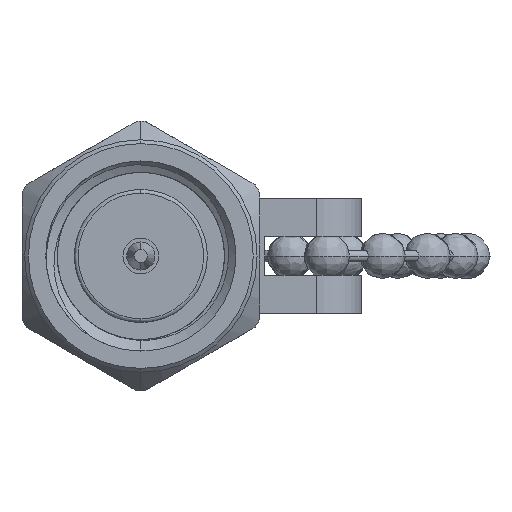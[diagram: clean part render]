
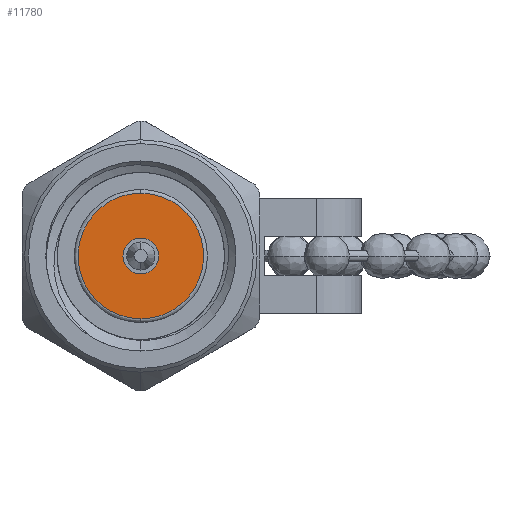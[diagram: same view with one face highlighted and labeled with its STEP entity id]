
A CAD part, left-side view. The second image highlights one B-rep face of the part: STEP entity #11780.
In plain terms, the highlighted planar face has unit normal (-1, 0, 0).
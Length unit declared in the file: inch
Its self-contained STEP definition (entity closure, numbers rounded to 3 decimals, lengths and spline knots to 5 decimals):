
#36 = EDGE_CURVE ( 'NONE', #10208, #9096, #10111, .T. ) ;
#38 = CARTESIAN_POINT ( 'NONE',  ( 0.1, 0., 0.0825 ) ) ;
#128 = DIRECTION ( 'NONE',  ( -1., 0., 0. ) ) ;
#188 = ORIENTED_EDGE ( 'NONE', *, *, #4890, .F. ) ;
#446 = ORIENTED_EDGE ( 'NONE', *, *, #1853, .F. ) ;
#502 = CARTESIAN_POINT ( 'NONE',  ( 0.1, 0., 0.0235 ) ) ;
#1042 = CARTESIAN_POINT ( 'NONE',  ( 0.1, 0.165, 0.0825 ) ) ;
#1853 = EDGE_CURVE ( 'NONE', #6704, #6062, #11022, .T. ) ;
#2097 = CARTESIAN_POINT ( 'NONE',  ( 0.1, 0., 0. ) ) ;
#2098 = CARTESIAN_POINT ( 'NONE',  ( 0.1, 0., -0.0825 ) ) ;
#2639 = AXIS2_PLACEMENT_3D ( 'NONE', #2097, #3081, #11843 ) ;
#3081 = DIRECTION ( 'NONE',  ( -1., 0., 0. ) ) ;
#3206 = CARTESIAN_POINT ( 'NONE',  ( 0.1, 0., 0.0825 ) ) ;
#3439 = DIRECTION ( 'NONE',  ( 1., 0., 0. ) ) ;
#4114 = CARTESIAN_POINT ( 'NONE',  ( 0.1, 0., -0.0235 ) ) ;
#4357 = EDGE_LOOP ( 'NONE', ( #10898, #7025 ) ) ;
#4456 = PLANE ( 'NONE',  #5964 ) ;
#4890 = EDGE_CURVE ( 'NONE', #6062, #6704, #4896, .T. ) ;
#4896 =( BOUNDED_CURVE ( )  B_SPLINE_CURVE ( 3, ( #2098, #8764, #1042, #38 ),
 .UNSPECIFIED., .F., .T. ) 
 B_SPLINE_CURVE_WITH_KNOTS ( ( 4, 4 ),
 ( 0., 1. ),
 .UNSPECIFIED. ) 
 CURVE ( )  GEOMETRIC_REPRESENTATION_ITEM ( )  RATIONAL_B_SPLINE_CURVE ( ( 1., 0.333, 0.333, 1. ) ) 
 REPRESENTATION_ITEM ( '' )  );
#5524 = CARTESIAN_POINT ( 'NONE',  ( 0.1, 0., 0. ) ) ;
#5647 = CARTESIAN_POINT ( 'NONE',  ( 0.1, -0.165, -0.0825 ) ) ;
#5964 = AXIS2_PLACEMENT_3D ( 'NONE', #5524, #3439, #7421 ) ;
#6054 = FACE_BOUND ( 'NONE', #4357, .T. ) ;
#6057 = AXIS2_PLACEMENT_3D ( 'NONE', #6867, #128, #10716 ) ;
#6062 = VERTEX_POINT ( 'NONE', #10588 ) ;
#6704 = VERTEX_POINT ( 'NONE', #8074 ) ;
#6867 = CARTESIAN_POINT ( 'NONE',  ( 0.1, 0., 0. ) ) ;
#7025 = ORIENTED_EDGE ( 'NONE', *, *, #12502, .F. ) ;
#7123 = CIRCLE ( 'NONE', #6057, 0.0235 ) ;
#7307 = CARTESIAN_POINT ( 'NONE',  ( 0.1, -0.165, 0.0825 ) ) ;
#7421 = DIRECTION ( 'NONE',  ( 0., 0., -1. ) ) ;
#8074 = CARTESIAN_POINT ( 'NONE',  ( 0.1, 0., 0.0825 ) ) ;
#8764 = CARTESIAN_POINT ( 'NONE',  ( 0.1, 0.165, -0.0825 ) ) ;
#9096 = VERTEX_POINT ( 'NONE', #502 ) ;
#10111 = CIRCLE ( 'NONE', #2639, 0.0235 ) ;
#10208 = VERTEX_POINT ( 'NONE', #4114 ) ;
#10588 = CARTESIAN_POINT ( 'NONE',  ( 0.1, 0., -0.0825 ) ) ;
#10603 = CARTESIAN_POINT ( 'NONE',  ( 0.1, 0., -0.0825 ) ) ;
#10633 = EDGE_LOOP ( 'NONE', ( #188, #446 ) ) ;
#10716 = DIRECTION ( 'NONE',  ( 0., 0., -1. ) ) ;
#10797 = FACE_OUTER_BOUND ( 'NONE', #10633, .T. ) ;
#10898 = ORIENTED_EDGE ( 'NONE', *, *, #36, .F. ) ;
#11022 =( BOUNDED_CURVE ( )  B_SPLINE_CURVE ( 3, ( #3206, #7307, #5647, #10603 ),
 .UNSPECIFIED., .F., .F. ) 
 B_SPLINE_CURVE_WITH_KNOTS ( ( 4, 4 ),
 ( 0., 1. ),
 .UNSPECIFIED. ) 
 CURVE ( )  GEOMETRIC_REPRESENTATION_ITEM ( )  RATIONAL_B_SPLINE_CURVE ( ( 1., 0.333, 0.333, 1. ) ) 
 REPRESENTATION_ITEM ( '' )  );
#11780 = ADVANCED_FACE ( 'NONE', ( #6054, #10797 ), #4456, .F. ) ;
#11843 = DIRECTION ( 'NONE',  ( 0., 0., -1. ) ) ;
#12502 = EDGE_CURVE ( 'NONE', #9096, #10208, #7123, .T. ) ;
